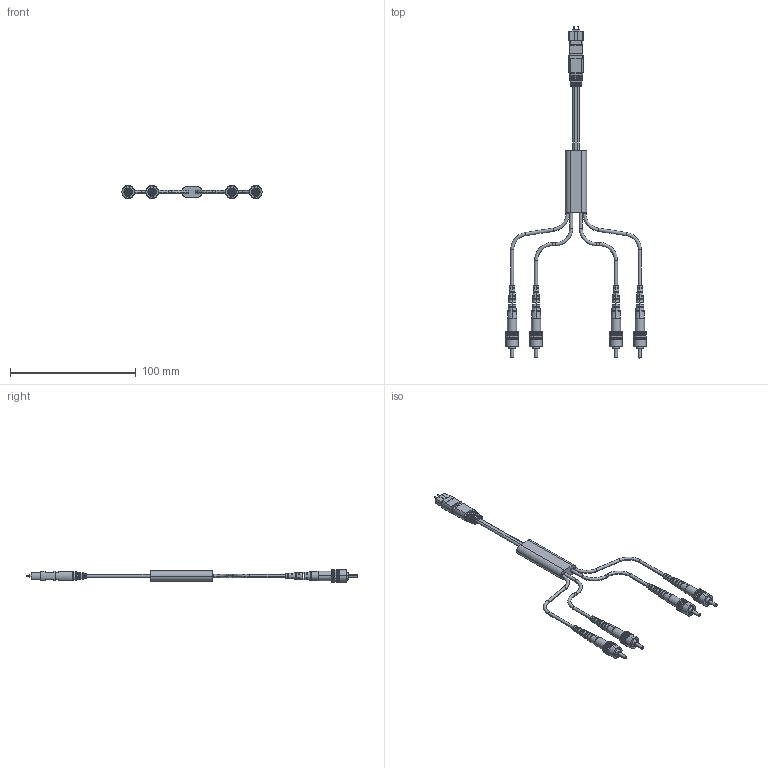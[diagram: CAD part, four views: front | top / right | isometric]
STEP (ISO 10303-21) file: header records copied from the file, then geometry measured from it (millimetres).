
FILE_DESCRIPTION (( 'STEP AP203' ), '1' );
FILE_NAME ('MTPM12-ST-05.STEP', '2006-07-20T16:33:25', ( 'L-COM' ), ( 'L-COM' ), 'SwSTEP 2.0', 'SolidWorks 2006004', '' );
FILE_SCHEMA (( 'CONFIG_CONTROL_DESIGN' ));
Length unit declared in the file: inch
Products named in the file (10): MTPM12-ST-05; MTPM12-ST-MA4; FOC-001BA; MTPM12-ST-MA1; 3AB04-002; MTPM12-ST-MA2; MTPM12-ST-MA3; FOC-001BA-PROD-MA1; FOC-001BA-PROD-MA3; FOC-001BA-PROD-MA2
Assembly tree (14 placements, depth 3):
  MTPM12-ST-05
    MTPM12-ST-MA1
    MTPM12-ST-MA4  x2
    MTPM12-ST-MA3  x2
    FOC-001BA  x4
      FOC-001BA-PROD-MA1
      FOC-001BA-PROD-MA2
      FOC-001BA-PROD-MA3
    3AB04-002
    MTPM12-ST-MA2
Bounding box: 111.9 x 263.98 x 10.3 mm (x, y, z)
Volume: 17134 mm3; surface area: 19072.1 mm2
Topology: 19 solids, 19 shells, 901 faces, 2535 edges, 1670 vertices
Faces by surface type: plane 706, cylinder 107, cone 60, torus 28
Entity records: 11842 total; most frequent: CARTESIAN_POINT 2221, ORIENTED_EDGE 1760, DIRECTION 1744, EDGE_CURVE 880, AXIS2_PLACEMENT_3D 595, VERTEX_POINT 578, LINE 554, VECTOR 554
